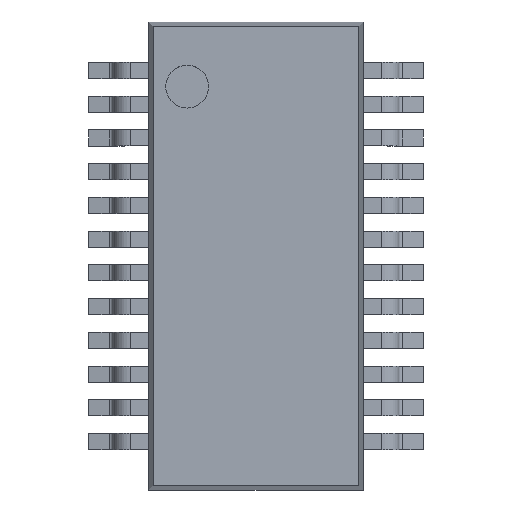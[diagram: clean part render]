
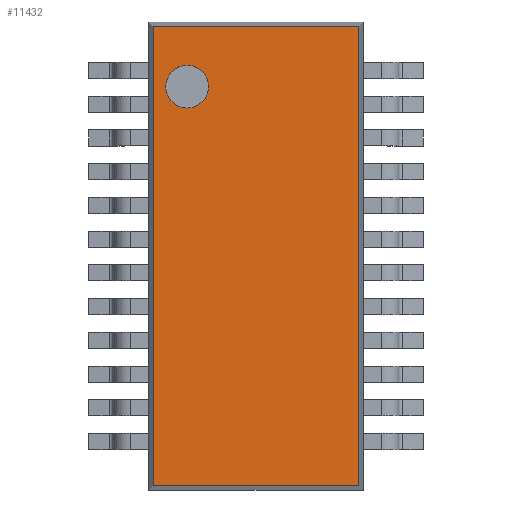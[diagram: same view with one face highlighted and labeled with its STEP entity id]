
A CAD part, top view. The second image highlights one B-rep face of the part: STEP entity #11432.
In plain terms, the highlighted planar face has unit normal (0, 0, 1).
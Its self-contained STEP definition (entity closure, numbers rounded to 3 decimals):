
#11239=CARTESIAN_POINT('',(-0.885,3.163,1.75));
#11240=VERTEX_POINT('',#11239);
#11249=CARTESIAN_POINT('',(-1.685,3.163,1.75));
#11250=VERTEX_POINT('',#11249);
#11251=CARTESIAN_POINT('',(-1.285,3.163,1.75));
#11252=DIRECTION('',(0.0,0.0,-1.0));
#11253=DIRECTION('',(1.0,0.0,0.0));
#11254=AXIS2_PLACEMENT_3D('',#11251,#11252,#11253);
#11255=CIRCLE('',#11254,0.4);
#11256=EDGE_CURVE('',#11250,#11240,#11255,.T.);
#11281=CARTESIAN_POINT('',(1.918,4.288,1.75));
#11282=VERTEX_POINT('',#11281);
#11291=CARTESIAN_POINT('',(1.918,-4.288,1.75));
#11292=VERTEX_POINT('',#11291);
#11293=CARTESIAN_POINT('',(1.918,-4.288,1.75));
#11294=DIRECTION('',(0.0,1.0,0.0));
#11295=VECTOR('',#11294,8.575);
#11296=LINE('',#11293,#11295);
#11297=EDGE_CURVE('',#11292,#11282,#11296,.T.);
#11322=CARTESIAN_POINT('',(-1.918,-4.288,1.75));
#11323=VERTEX_POINT('',#11322);
#11324=CARTESIAN_POINT('',(-1.918,-4.288,1.75));
#11325=DIRECTION('',(1.0,0.0,0.0));
#11326=VECTOR('',#11325,3.835);
#11327=LINE('',#11324,#11326);
#11328=EDGE_CURVE('',#11292,#11323,#11327,.F.);
#11354=CARTESIAN_POINT('',(-1.918,4.288,1.75));
#11355=VERTEX_POINT('',#11354);
#11369=CARTESIAN_POINT('',(-1.918,4.288,1.75));
#11370=DIRECTION('',(0.0,-1.0,0.0));
#11371=VECTOR('',#11370,8.575);
#11372=LINE('',#11369,#11371);
#11373=EDGE_CURVE('',#11323,#11355,#11372,.F.);
#11392=CARTESIAN_POINT('',(-1.285,3.163,1.75));
#11393=DIRECTION('',(0.0,0.0,-1.0));
#11394=DIRECTION('',(1.0,0.0,0.0));
#11395=AXIS2_PLACEMENT_3D('',#11392,#11393,#11394);
#11396=CIRCLE('',#11395,0.4);
#11397=EDGE_CURVE('',#11240,#11250,#11396,.T.);
#11412=CARTESIAN_POINT('',(1.92,-1.183,1.75));
#11413=DIRECTION('',(0.0,0.0,1.0));
#11414=DIRECTION('',(1.0,0.0,0.0));
#11415=AXIS2_PLACEMENT_3D('',#11412,#11413,#11414);
#11416=PLANE('',#11415);
#11417=CARTESIAN_POINT('',(1.918,4.288,1.75));
#11418=DIRECTION('',(-1.0,0.0,0.0));
#11419=VECTOR('',#11418,3.835);
#11420=LINE('',#11417,#11419);
#11421=EDGE_CURVE('',#11355,#11282,#11420,.F.);
#11422=ORIENTED_EDGE('',*,*,#11421,.F.);
#11423=ORIENTED_EDGE('',*,*,#11373,.F.);
#11424=ORIENTED_EDGE('',*,*,#11328,.F.);
#11425=ORIENTED_EDGE('',*,*,#11297,.T.);
#11426=EDGE_LOOP('',(#11422,#11423,#11424,#11425));
#11427=FACE_OUTER_BOUND('',#11426,.T.);
#11428=ORIENTED_EDGE('',*,*,#11397,.T.);
#11429=ORIENTED_EDGE('',*,*,#11256,.T.);
#11430=EDGE_LOOP('',(#11428,#11429));
#11431=FACE_BOUND('',#11430,.T.);
#11432=ADVANCED_FACE('',(#11427,#11431),#11416,.T.);
